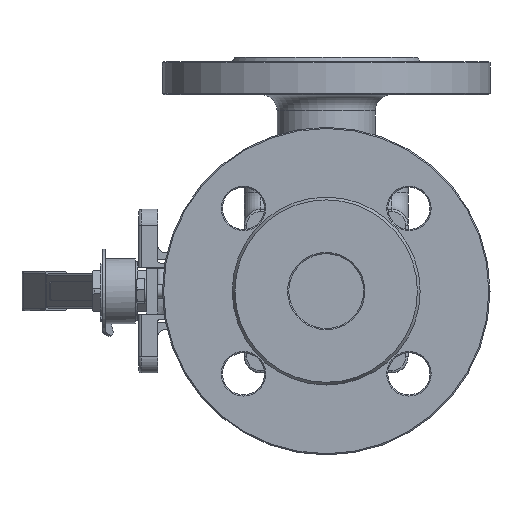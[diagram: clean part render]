
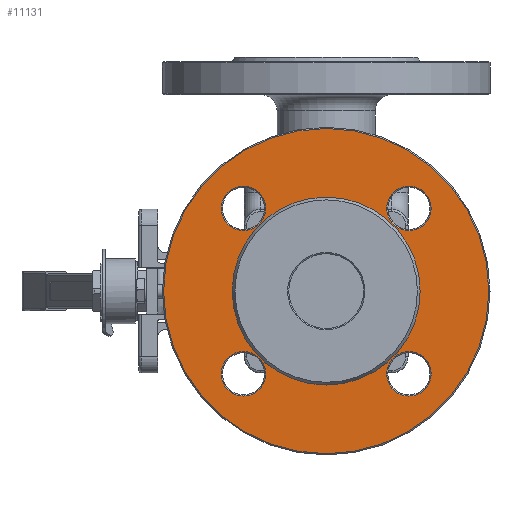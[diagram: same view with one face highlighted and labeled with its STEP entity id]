
A CAD part, left-side view. The second image highlights one B-rep face of the part: STEP entity #11131.
In plain terms, the highlighted planar face has unit normal (-1, 0, 0).
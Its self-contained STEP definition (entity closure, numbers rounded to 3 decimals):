
#350=FACE_BOUND('',#3548,.T.);
#351=FACE_BOUND('',#3549,.T.);
#352=FACE_BOUND('',#3550,.T.);
#353=FACE_BOUND('',#3551,.T.);
#354=FACE_BOUND('',#3552,.T.);
#510=PLANE('',#12195);
#2864=FACE_OUTER_BOUND('',#3547,.T.);
#3547=EDGE_LOOP('',(#8592));
#3548=EDGE_LOOP('',(#8593));
#3549=EDGE_LOOP('',(#8594));
#3550=EDGE_LOOP('',(#8595));
#3551=EDGE_LOOP('',(#8596));
#3552=EDGE_LOOP('',(#8597));
#4216=CIRCLE('',#12172,40.155);
#4219=CIRCLE('',#12177,9.5);
#4221=CIRCLE('',#12181,9.5);
#4225=CIRCLE('',#12190,9.5);
#4227=CIRCLE('',#12194,9.5);
#4228=CIRCLE('',#12196,69.5);
#5098=VERTEX_POINT('',#18393);
#5101=VERTEX_POINT('',#18403);
#5103=VERTEX_POINT('',#18411);
#5107=VERTEX_POINT('',#18428);
#5109=VERTEX_POINT('',#18436);
#5110=VERTEX_POINT('',#18440);
#6356=EDGE_CURVE('',#5098,#5098,#4216,.T.);
#6361=EDGE_CURVE('',#5101,#5101,#4219,.T.);
#6365=EDGE_CURVE('',#5103,#5103,#4221,.T.);
#6373=EDGE_CURVE('',#5107,#5107,#4225,.T.);
#6377=EDGE_CURVE('',#5109,#5109,#4227,.T.);
#6379=EDGE_CURVE('',#5110,#5110,#4228,.T.);
#8592=ORIENTED_EDGE('',*,*,#6379,.F.);
#8593=ORIENTED_EDGE('',*,*,#6377,.F.);
#8594=ORIENTED_EDGE('',*,*,#6365,.F.);
#8595=ORIENTED_EDGE('',*,*,#6356,.F.);
#8596=ORIENTED_EDGE('',*,*,#6361,.F.);
#8597=ORIENTED_EDGE('',*,*,#6373,.F.);
#11131=ADVANCED_FACE('',(#2864,#350,#351,#352,#353,#354),#510,.T.);
#12172=AXIS2_PLACEMENT_3D('',#18394,#14210,#14211);
#12177=AXIS2_PLACEMENT_3D('',#18404,#14222,#14223);
#12181=AXIS2_PLACEMENT_3D('',#18412,#14232,#14233);
#12190=AXIS2_PLACEMENT_3D('',#18429,#14254,#14255);
#12194=AXIS2_PLACEMENT_3D('',#18437,#14264,#14265);
#12195=AXIS2_PLACEMENT_3D('',#18439,#14267,#14268);
#12196=AXIS2_PLACEMENT_3D('',#18441,#14269,#14270);
#14210=DIRECTION('center_axis',(-1.,0.,0.));
#14211=DIRECTION('ref_axis',(0.,0.,-1.));
#14222=DIRECTION('center_axis',(-1.,0.,0.));
#14223=DIRECTION('ref_axis',(0.,0.,-1.));
#14232=DIRECTION('center_axis',(-1.,0.,0.));
#14233=DIRECTION('ref_axis',(0.,0.,-1.));
#14254=DIRECTION('center_axis',(-1.,0.,0.));
#14255=DIRECTION('ref_axis',(0.,0.,-1.));
#14264=DIRECTION('center_axis',(-1.,0.,0.));
#14265=DIRECTION('ref_axis',(0.,0.,-1.));
#14267=DIRECTION('center_axis',(-1.,0.,0.));
#14268=DIRECTION('ref_axis',(0.,0.,1.));
#14269=DIRECTION('center_axis',(1.,0.,0.));
#14270=DIRECTION('ref_axis',(0.,0.,-1.));
#18393=CARTESIAN_POINT('',(-98.,0.,40.155));
#18394=CARTESIAN_POINT('Origin',(-98.,0.,0.));
#18403=CARTESIAN_POINT('',(-98.,35.355,44.855));
#18404=CARTESIAN_POINT('Origin',(-98.,35.355,35.355));
#18411=CARTESIAN_POINT('',(-98.,35.355,-25.855));
#18412=CARTESIAN_POINT('Origin',(-98.,35.355,-35.355));
#18428=CARTESIAN_POINT('',(-98.,-35.355,-25.855));
#18429=CARTESIAN_POINT('Origin',(-98.,-35.355,-35.355));
#18436=CARTESIAN_POINT('',(-98.,-35.355,44.855));
#18437=CARTESIAN_POINT('Origin',(-98.,-35.355,35.355));
#18439=CARTESIAN_POINT('Origin',(-98.,0.,0.));
#18440=CARTESIAN_POINT('',(-98.,0.,69.5));
#18441=CARTESIAN_POINT('Origin',(-98.,0.,0.));
